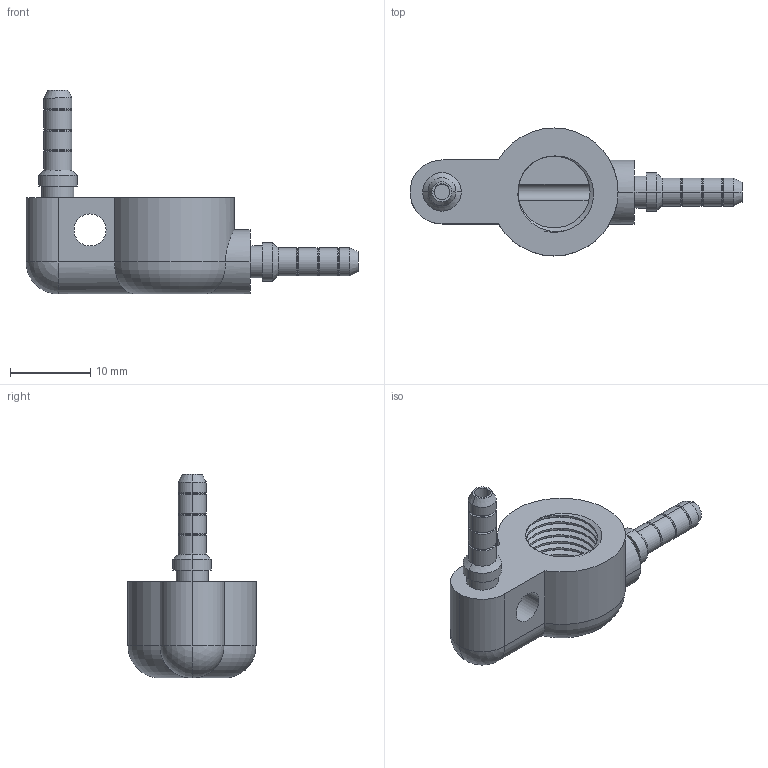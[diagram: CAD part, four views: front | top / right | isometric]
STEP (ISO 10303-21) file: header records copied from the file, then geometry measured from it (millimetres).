
FILE_DESCRIPTION (( 'STEP AP214' ), '1' );
FILE_NAME ('support capteur de pression.STEP', '2024-02-15T17:29:39', ( '' ), ( '' ), 'SwSTEP 2.0', 'SolidWorks 2024', '' );
FILE_SCHEMA (( 'AUTOMOTIVE_DESIGN' ));
Length unit declared in the file: millimetre
Products named in the file (1): support capteur de pression
Bounding box: 41.5 x 16 x 25.5 mm (x, y, z)
Volume: 2688.5 mm3; surface area: 2429.2 mm2
Topology: 1 solids, 1 shells, 120 faces, 271 edges, 154 vertices
Faces by surface type: cylinder 62, torus 26, plane 13, bspline 9, cone 8, sphere 2
Entity records: 6516 total; most frequent: CARTESIAN_POINT 3982, ORIENTED_EDGE 538, DIRECTION 533, EDGE_CURVE 269, AXIS2_PLACEMENT_3D 231, VERTEX_POINT 154, EDGE_LOOP 129, ADVANCED_FACE 120
